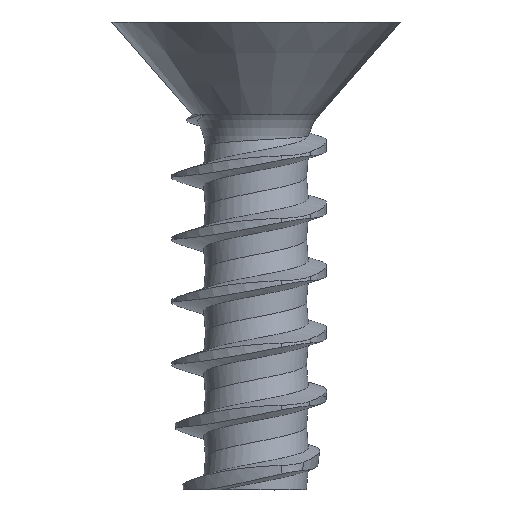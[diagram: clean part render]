
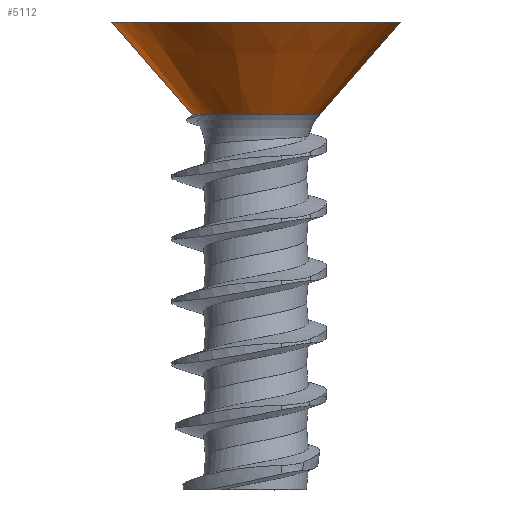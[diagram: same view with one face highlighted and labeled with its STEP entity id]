
A CAD part, left-side view. The second image highlights one B-rep face of the part: STEP entity #5112.
In plain terms, the highlighted conical face has half-angle 41 degrees and reference radius 2.6 mm.
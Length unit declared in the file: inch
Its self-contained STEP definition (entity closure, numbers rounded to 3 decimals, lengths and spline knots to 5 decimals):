
#55 = LINE ( 'NONE', #1040, #361 ) ;
#94 = CARTESIAN_POINT ( 'NONE',  ( 0., 0.10235, 0.227 ) ) ;
#184 = LINE ( 'NONE', #1100, #4351 ) ;
#249 = AXIS2_PLACEMENT_3D ( 'NONE', #5139, #1113, #3960 ) ;
#361 = VECTOR ( 'NONE', #5131, 39.37008 ) ;
#429 = CARTESIAN_POINT ( 'NONE',  ( 0., -0.231, 0.375 ) ) ;
#462 = VERTEX_POINT ( 'NONE', #656 ) ;
#468 = VERTEX_POINT ( 'NONE', #94 ) ;
#481 = DIRECTION ( 'NONE',  ( 0., 0., 1. ) ) ;
#501 = AXIS2_PLACEMENT_3D ( 'NONE', #1053, #1866, #1653 ) ;
#656 = CARTESIAN_POINT ( 'NONE',  ( 0., 0.231, 0.375 ) ) ;
#909 = DIRECTION ( 'NONE',  ( 0., 0., 1. ) ) ;
#949 = VERTEX_POINT ( 'NONE', #429 ) ;
#952 = AXIS2_PLACEMENT_3D ( 'NONE', #1988, #481, #1674 ) ;
#1040 = CARTESIAN_POINT ( 'NONE',  ( 0., 0.10235, 0.227 ) ) ;
#1053 = CARTESIAN_POINT ( 'NONE',  ( 0., 0., 0.227 ) ) ;
#1100 = CARTESIAN_POINT ( 'NONE',  ( 0., -0.10235, 0.227 ) ) ;
#1113 = DIRECTION ( 'NONE',  ( 0., 0., 1. ) ) ;
#1271 = ORIENTED_EDGE ( 'NONE', *, *, #2199, .F. ) ;
#1283 = CARTESIAN_POINT ( 'NONE',  ( -0.06409, 0.07979, 0.227 ) ) ;
#1527 = ORIENTED_EDGE ( 'NONE', *, *, #4483, .F. ) ;
#1653 = DIRECTION ( 'NONE',  ( 0., -1., 0. ) ) ;
#1674 = DIRECTION ( 'NONE',  ( 1., 0., 0. ) ) ;
#1701 = CARTESIAN_POINT ( 'NONE',  ( 0., 0., 0.375 ) ) ;
#1866 = DIRECTION ( 'NONE',  ( 0., 0., 1. ) ) ;
#1988 = CARTESIAN_POINT ( 'NONE',  ( 0., 0., 0.227 ) ) ;
#2199 = EDGE_CURVE ( 'NONE', #462, #949, #3586, .T. ) ;
#2279 = DIRECTION ( 'NONE',  ( 0., -0.656, 0.755 ) ) ;
#2354 = ORIENTED_EDGE ( 'NONE', *, *, #3158, .T. ) ;
#2424 = CARTESIAN_POINT ( 'NONE',  ( 0., -0.10235, 0.227 ) ) ;
#2507 = EDGE_CURVE ( 'NONE', #2667, #949, #184, .T. ) ;
#2552 = ORIENTED_EDGE ( 'NONE', *, *, #4303, .T. ) ;
#2556 = DIRECTION ( 'NONE',  ( 0., -1., 0. ) ) ;
#2667 = VERTEX_POINT ( 'NONE', #2424 ) ;
#2757 = FACE_OUTER_BOUND ( 'NONE', #2863, .T. ) ;
#2863 = EDGE_LOOP ( 'NONE', ( #1527, #2354, #2552, #4908, #1271 ) ) ;
#3158 = EDGE_CURVE ( 'NONE', #468, #3852, #4414, .T. ) ;
#3201 = CONICAL_SURFACE ( 'NONE', #249, 0.10235, 0.716 ) ;
#3586 = CIRCLE ( 'NONE', #4646, 0.231 ) ;
#3852 = VERTEX_POINT ( 'NONE', #1283 ) ;
#3960 = DIRECTION ( 'NONE',  ( 0., -1., 0. ) ) ;
#4036 = CIRCLE ( 'NONE', #501, 0.10235 ) ;
#4303 = EDGE_CURVE ( 'NONE', #3852, #2667, #4036, .T. ) ;
#4351 = VECTOR ( 'NONE', #2279, 39.37008 ) ;
#4414 = CIRCLE ( 'NONE', #952, 0.10235 ) ;
#4483 = EDGE_CURVE ( 'NONE', #468, #462, #55, .T. ) ;
#4646 = AXIS2_PLACEMENT_3D ( 'NONE', #1701, #909, #2556 ) ;
#4908 = ORIENTED_EDGE ( 'NONE', *, *, #2507, .T. ) ;
#5112 = ADVANCED_FACE ( 'NONE', ( #2757 ), #3201, .T. ) ;
#5131 = DIRECTION ( 'NONE',  ( 0., 0.656, 0.755 ) ) ;
#5139 = CARTESIAN_POINT ( 'NONE',  ( 0., 0., 0.227 ) ) ;
